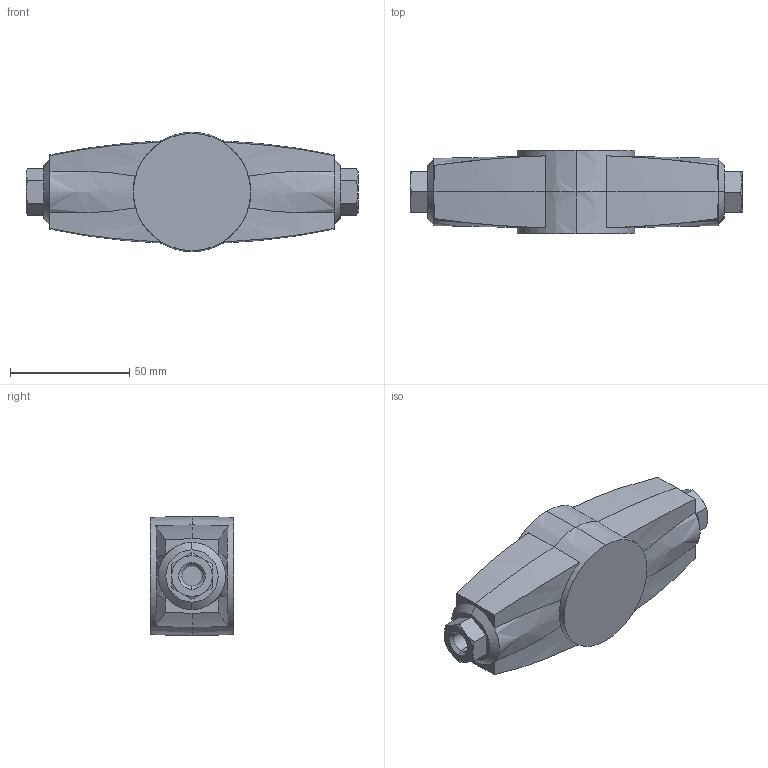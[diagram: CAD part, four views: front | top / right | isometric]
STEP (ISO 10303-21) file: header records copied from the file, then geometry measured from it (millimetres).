
FILE_DESCRIPTION (( 'STEP AP214' ), '1' );
FILE_NAME ('5240030_KSTP1.stp', '2018-06-27T13:12:22', ( '' ), ( '' ), 'SwSTEP 2.0', 'SolidWorks 2016', '' );
FILE_SCHEMA (( 'AUTOMOTIVE_DESIGN' ));
Length unit declared in the file: millimetre
Products named in the file (5): 5240030_KSTP1; 100700_mit Innenkontur; 109664_Standard; 100742_Standard; 100800_Standard
Assembly tree (5 placements, depth 4):
  5240030_KSTP1
    100800_Standard
      100700_mit Innenkontur
      109664_Standard
        100742_Standard  x2
Bounding box: 139 x 35 x 50 mm (x, y, z)
Volume: 231583.1 mm3; surface area: 39539.6 mm2
Topology: 3 solids, 3 shells, 102 faces, 246 edges, 148 vertices
Faces by surface type: plane 48, cone 38, cylinder 12, bspline 4
Entity records: 3181 total; most frequent: CARTESIAN_POINT 1459, ORIENTED_EDGE 356, DIRECTION 279, EDGE_CURVE 178, VERTEX_POINT 110, AXIS2_PLACEMENT_3D 108, B_SPLINE_CURVE_WITH_KNOTS 78, EDGE_LOOP 74
